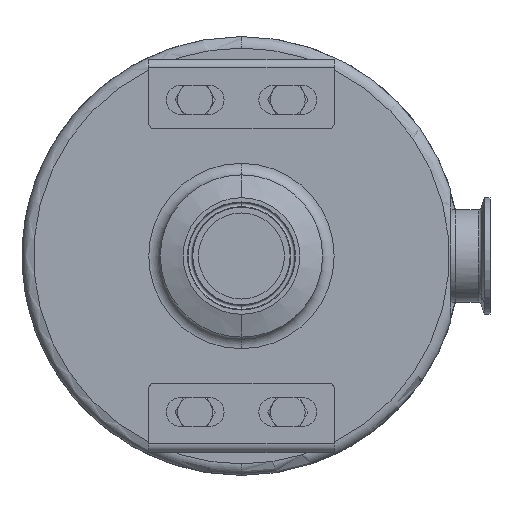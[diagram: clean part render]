
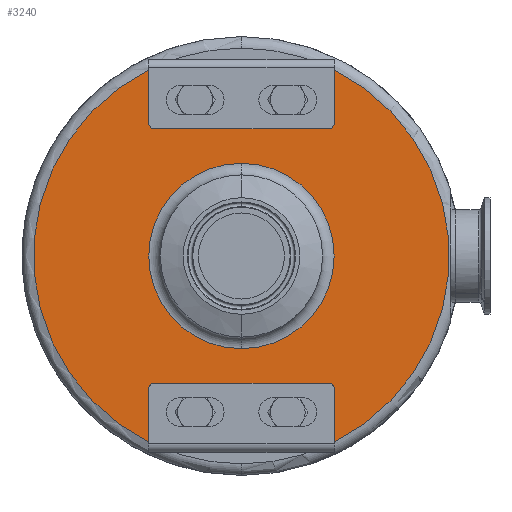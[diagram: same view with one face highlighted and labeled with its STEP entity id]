
A CAD part, front view. The second image highlights one B-rep face of the part: STEP entity #3240.
In plain terms, the highlighted planar face has unit normal (0, -1, 0).
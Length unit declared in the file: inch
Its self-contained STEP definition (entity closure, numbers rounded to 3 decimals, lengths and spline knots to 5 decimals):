
#54 = FACE_OUTER_BOUND ( 'NONE', #3884, .T. ) ;
#241 = CARTESIAN_POINT ( 'NONE',  ( -2., 1.39, 4.0568 ) ) ;
#255 = VECTOR ( 'NONE', #3059, 39.37008 ) ;
#353 = DIRECTION ( 'NONE',  ( 0., 0., 1. ) ) ;
#365 = VERTEX_POINT ( 'NONE', #13529 ) ;
#424 = EDGE_CURVE ( 'NONE', #8651, #12879, #7724, .T. ) ;
#485 = DIRECTION ( 'NONE',  ( 0., 0., -1. ) ) ;
#637 = VERTEX_POINT ( 'NONE', #9825 ) ;
#695 = CARTESIAN_POINT ( 'NONE',  ( 2., 1.39, 0. ) ) ;
#701 = CIRCLE ( 'NONE', #13167, 4.485 ) ;
#717 = AXIS2_PLACEMENT_3D ( 'NONE', #11501, #1582, #5831 ) ;
#887 = EDGE_CURVE ( 'NONE', #3349, #637, #3021, .T. ) ;
#1435 = DIRECTION ( 'NONE',  ( 0., 1., 0. ) ) ;
#1448 = CIRCLE ( 'NONE', #717, 2. ) ;
#1497 = DIRECTION ( 'NONE',  ( 0., 0., -1. ) ) ;
#1504 = CARTESIAN_POINT ( 'NONE',  ( 2., 1.39, -2.86678 ) ) ;
#1582 = DIRECTION ( 'NONE',  ( 0., 1., 0. ) ) ;
#1751 = CIRCLE ( 'NONE', #12037, 0.125 ) ;
#1837 = CARTESIAN_POINT ( 'NONE',  ( -1.875, 1.39, 2.7443 ) ) ;
#1846 = CARTESIAN_POINT ( 'NONE',  ( 0., 1.39, 0. ) ) ;
#2158 = VECTOR ( 'NONE', #13516, 39.37008 ) ;
#2555 = AXIS2_PLACEMENT_3D ( 'NONE', #4689, #4880, #10375 ) ;
#2965 = FACE_BOUND ( 'NONE', #12990, .T. ) ;
#3018 = ORIENTED_EDGE ( 'NONE', *, *, #7233, .F. ) ;
#3021 = LINE ( 'NONE', #5706, #2158 ) ;
#3059 = DIRECTION ( 'NONE',  ( 0., 0., 1. ) ) ;
#3103 = CARTESIAN_POINT ( 'NONE',  ( -2., 1.39, 4.01438 ) ) ;
#3154 = VERTEX_POINT ( 'NONE', #6021 ) ;
#3240 = ADVANCED_FACE ( 'NONE', ( #54, #2965 ), #9047, .F. ) ;
#3310 = DIRECTION ( 'NONE',  ( 0., 1., 0. ) ) ;
#3335 = DIRECTION ( 'NONE',  ( 0., 0., 1. ) ) ;
#3349 = VERTEX_POINT ( 'NONE', #1837 ) ;
#3655 = ORIENTED_EDGE ( 'NONE', *, *, #6575, .T. ) ;
#3720 = ORIENTED_EDGE ( 'NONE', *, *, #12824, .F. ) ;
#3884 = EDGE_LOOP ( 'NONE', ( #4512, #4861, #3655, #8618, #14239, #9315, #6080, #8579, #9128, #3720, #10670, #3018 ) ) ;
#4062 = DIRECTION ( 'NONE',  ( 0., 1., 0. ) ) ;
#4147 = CARTESIAN_POINT ( 'NONE',  ( 1.875, 1.39, -2.74178 ) ) ;
#4312 = VERTEX_POINT ( 'NONE', #7848 ) ;
#4495 = CARTESIAN_POINT ( 'NONE',  ( -1.875, 1.39, 2.8693 ) ) ;
#4512 = ORIENTED_EDGE ( 'NONE', *, *, #8412, .F. ) ;
#4521 = VERTEX_POINT ( 'NONE', #3103 ) ;
#4689 = CARTESIAN_POINT ( 'NONE',  ( 2., 1.39, 0. ) ) ;
#4726 = DIRECTION ( 'NONE',  ( 0., 1., 0. ) ) ;
#4861 = ORIENTED_EDGE ( 'NONE', *, *, #9867, .T. ) ;
#4880 = DIRECTION ( 'NONE',  ( 0., 1., 0. ) ) ;
#4963 = CARTESIAN_POINT ( 'NONE',  ( 0., 1.39, 2. ) ) ;
#5058 = CIRCLE ( 'NONE', #7449, 0.125 ) ;
#5274 = VECTOR ( 'NONE', #6235, 39.37008 ) ;
#5600 = EDGE_CURVE ( 'NONE', #3154, #9839, #1448, .T. ) ;
#5686 = EDGE_CURVE ( 'NONE', #6505, #8742, #5058, .T. ) ;
#5706 = CARTESIAN_POINT ( 'NONE',  ( -2., 1.39, 2.7443 ) ) ;
#5743 = CARTESIAN_POINT ( 'NONE',  ( 0., 1.39, 0. ) ) ;
#5831 = DIRECTION ( 'NONE',  ( 0., 0., 1. ) ) ;
#6021 = CARTESIAN_POINT ( 'NONE',  ( 0., 1.39, -2. ) ) ;
#6080 = ORIENTED_EDGE ( 'NONE', *, *, #9249, .F. ) ;
#6126 = ORIENTED_EDGE ( 'NONE', *, *, #5600, .T. ) ;
#6235 = DIRECTION ( 'NONE',  ( -1., 0., 0. ) ) ;
#6281 = AXIS2_PLACEMENT_3D ( 'NONE', #7168, #9383, #10419 ) ;
#6505 = VERTEX_POINT ( 'NONE', #4147 ) ;
#6575 = EDGE_CURVE ( 'NONE', #9374, #637, #1751, .T. ) ;
#6596 = VERTEX_POINT ( 'NONE', #7676 ) ;
#6684 = CARTESIAN_POINT ( 'NONE',  ( -2., 1.39, -2.86678 ) ) ;
#6709 = LINE ( 'NONE', #7197, #9295 ) ;
#7087 = CARTESIAN_POINT ( 'NONE',  ( 1.875, 1.39, -2.86678 ) ) ;
#7168 = CARTESIAN_POINT ( 'NONE',  ( 0., 1.39, 0. ) ) ;
#7197 = CARTESIAN_POINT ( 'NONE',  ( 2., 1.39, 4.0568 ) ) ;
#7233 = EDGE_CURVE ( 'NONE', #6596, #8742, #8476, .T. ) ;
#7250 = CIRCLE ( 'NONE', #14389, 2. ) ;
#7449 = AXIS2_PLACEMENT_3D ( 'NONE', #7087, #1435, #485 ) ;
#7676 = CARTESIAN_POINT ( 'NONE',  ( 2., 1.39, -4.01438 ) ) ;
#7724 = CIRCLE ( 'NONE', #13178, 0.125 ) ;
#7848 = CARTESIAN_POINT ( 'NONE',  ( 2., 1.39, 4.01438 ) ) ;
#8275 = DIRECTION ( 'NONE',  ( 0., 1., 0. ) ) ;
#8412 = EDGE_CURVE ( 'NONE', #4312, #6596, #701, .T. ) ;
#8440 = DIRECTION ( 'NONE',  ( 0., 0., 1. ) ) ;
#8476 = LINE ( 'NONE', #695, #11096 ) ;
#8579 = ORIENTED_EDGE ( 'NONE', *, *, #13953, .T. ) ;
#8618 = ORIENTED_EDGE ( 'NONE', *, *, #887, .F. ) ;
#8651 = VERTEX_POINT ( 'NONE', #6684 ) ;
#8711 = EDGE_CURVE ( 'NONE', #9839, #3154, #7250, .T. ) ;
#8742 = VERTEX_POINT ( 'NONE', #1504 ) ;
#8773 = DIRECTION ( 'NONE',  ( 0., 0., 1. ) ) ;
#9034 = EDGE_CURVE ( 'NONE', #3349, #365, #11589, .T. ) ;
#9047 = PLANE ( 'NONE',  #2555 ) ;
#9128 = ORIENTED_EDGE ( 'NONE', *, *, #424, .T. ) ;
#9249 = EDGE_CURVE ( 'NONE', #12246, #4521, #12289, .T. ) ;
#9295 = VECTOR ( 'NONE', #11661, 39.37008 ) ;
#9315 = ORIENTED_EDGE ( 'NONE', *, *, #12058, .F. ) ;
#9374 = VERTEX_POINT ( 'NONE', #9663 ) ;
#9383 = DIRECTION ( 'NONE',  ( 0., 1., 0. ) ) ;
#9397 = CARTESIAN_POINT ( 'NONE',  ( -1.875, 1.39, -2.86678 ) ) ;
#9663 = CARTESIAN_POINT ( 'NONE',  ( 2., 1.39, 2.8693 ) ) ;
#9825 = CARTESIAN_POINT ( 'NONE',  ( 1.875, 1.39, 2.7443 ) ) ;
#9839 = VERTEX_POINT ( 'NONE', #4963 ) ;
#9867 = EDGE_CURVE ( 'NONE', #4312, #9374, #6709, .T. ) ;
#9930 = ORIENTED_EDGE ( 'NONE', *, *, #8711, .T. ) ;
#9933 = DIRECTION ( 'NONE',  ( 0., 1., 0. ) ) ;
#10082 = DIRECTION ( 'NONE',  ( 0., 0., -1. ) ) ;
#10375 = DIRECTION ( 'NONE',  ( 0., 0., 1. ) ) ;
#10419 = DIRECTION ( 'NONE',  ( 0., 0., 1. ) ) ;
#10670 = ORIENTED_EDGE ( 'NONE', *, *, #5686, .T. ) ;
#10786 = CARTESIAN_POINT ( 'NONE',  ( -1.875, 1.39, -2.74178 ) ) ;
#11016 = LINE ( 'NONE', #241, #11712 ) ;
#11096 = VECTOR ( 'NONE', #8440, 39.37008 ) ;
#11115 = CARTESIAN_POINT ( 'NONE',  ( 1.875, 1.39, 2.8693 ) ) ;
#11485 = AXIS2_PLACEMENT_3D ( 'NONE', #4495, #9933, #3335 ) ;
#11501 = CARTESIAN_POINT ( 'NONE',  ( 0., 1.39, 0. ) ) ;
#11537 = LINE ( 'NONE', #14079, #5274 ) ;
#11589 = CIRCLE ( 'NONE', #11485, 0.125 ) ;
#11661 = DIRECTION ( 'NONE',  ( 0., 0., -1. ) ) ;
#11712 = VECTOR ( 'NONE', #1497, 39.37008 ) ;
#12019 = LINE ( 'NONE', #12049, #255 ) ;
#12037 = AXIS2_PLACEMENT_3D ( 'NONE', #11115, #3310, #8773 ) ;
#12049 = CARTESIAN_POINT ( 'NONE',  ( -2., 1.39, 0. ) ) ;
#12058 = EDGE_CURVE ( 'NONE', #4521, #365, #11016, .T. ) ;
#12246 = VERTEX_POINT ( 'NONE', #12837 ) ;
#12289 = CIRCLE ( 'NONE', #6281, 4.485 ) ;
#12824 = EDGE_CURVE ( 'NONE', #6505, #12879, #11537, .T. ) ;
#12837 = CARTESIAN_POINT ( 'NONE',  ( -2., 1.39, -4.01438 ) ) ;
#12879 = VERTEX_POINT ( 'NONE', #10786 ) ;
#12990 = EDGE_LOOP ( 'NONE', ( #9930, #6126 ) ) ;
#13167 = AXIS2_PLACEMENT_3D ( 'NONE', #1846, #4062, #14053 ) ;
#13178 = AXIS2_PLACEMENT_3D ( 'NONE', #9397, #8275, #10082 ) ;
#13516 = DIRECTION ( 'NONE',  ( 1., 0., 0. ) ) ;
#13529 = CARTESIAN_POINT ( 'NONE',  ( -2., 1.39, 2.8693 ) ) ;
#13953 = EDGE_CURVE ( 'NONE', #12246, #8651, #12019, .T. ) ;
#14053 = DIRECTION ( 'NONE',  ( 0., 0., 1. ) ) ;
#14079 = CARTESIAN_POINT ( 'NONE',  ( 2., 1.39, -2.74178 ) ) ;
#14239 = ORIENTED_EDGE ( 'NONE', *, *, #9034, .T. ) ;
#14389 = AXIS2_PLACEMENT_3D ( 'NONE', #5743, #4726, #353 ) ;
